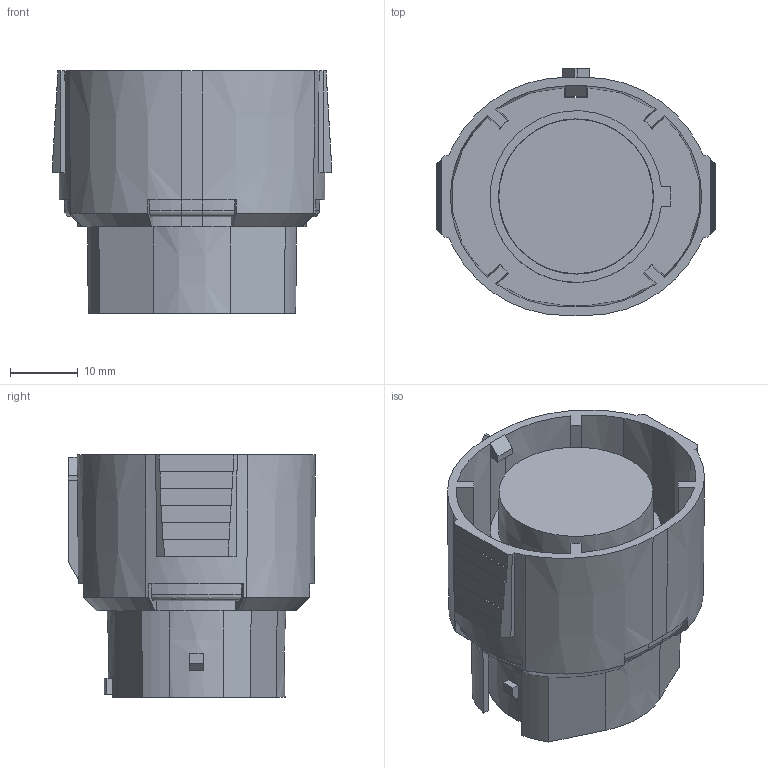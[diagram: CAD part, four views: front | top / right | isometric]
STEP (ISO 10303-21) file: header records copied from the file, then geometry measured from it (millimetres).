
FILE_DESCRIPTION(/* description */ (''),/* implementation_level */ '2;1');
FILE_NAME(/* name */ '13603408-ENV11_01-CONN.stp',/* time_stamp */ '2023-06-25T10:28:42+08:00',/* author */ (''),/* organization */ (''),/* preprocessor_version */ 'ST-DEVELOPER v16',/* originating_system */ 'SIEMENS PLM Software NX 11.0',/* authorisation */ '');
FILE_SCHEMA (('AUTOMOTIVE_DESIGN { 1 0 10303 214 3 1 1 1 }'));
Length unit declared in the file: millimetre
Products named in the file (1): 13603408-ENV11_01-CONN
Bounding box: 41.1 x 36.4 x 35.7 mm (x, y, z)
Volume: 22018 mm3; surface area: 10969.4 mm2
Topology: 1 solids, 1 shells, 199 faces, 561 edges, 368 vertices
Faces by surface type: plane 130, cone 45, cylinder 14, bspline 6, torus 4
Entity records: 6874 total; most frequent: CARTESIAN_POINT 1808, ORIENTED_EDGE 1120, DIRECTION 984, EDGE_CURVE 560, VERTEX_POINT 368, AXIS2_PLACEMENT_3D 346, LINE 292, VECTOR 292
